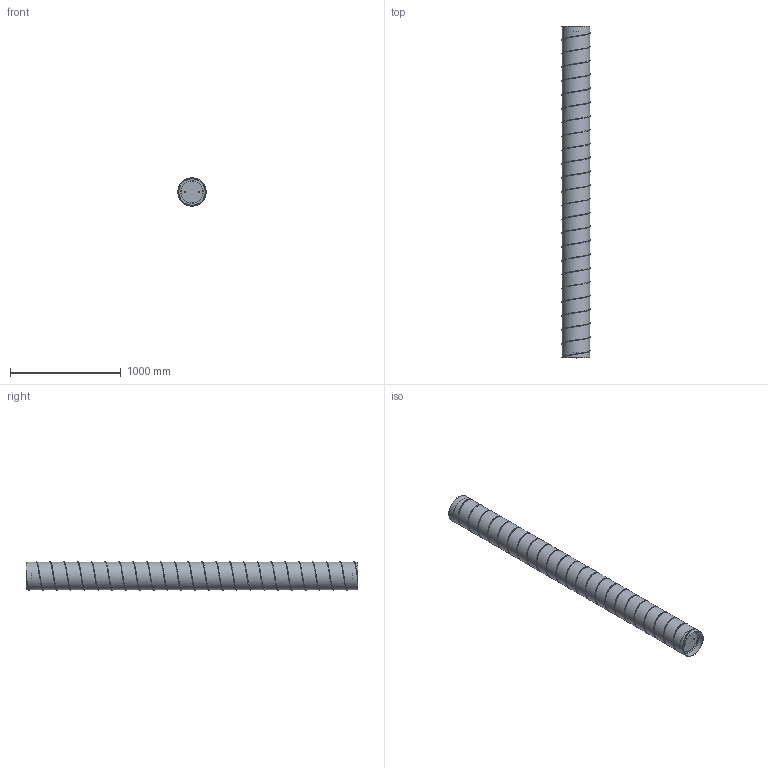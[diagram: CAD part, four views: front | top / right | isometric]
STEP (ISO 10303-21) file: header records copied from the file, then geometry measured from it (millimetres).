
FILE_DESCRIPTION((''),'2;1');
FILE_NAME('HR-Lockad-07-3000.stp','2014-03-25T09:52:14',(''),(''),'Autodesk Inventor 2013','Autodesk Inventor 2013','');
FILE_SCHEMA(('AUTOMOTIVE_DESIGN { 1 2 10303 214 0 1 1 1 }'));
Length unit declared in the file: millimetre
Products named in the file (3): HR-Lockad-07-3000; HRLockadÄmne-07-3000; LockHR-250
Assembly tree (3 placements, depth 2):
  HR-Lockad-07-3000
    HRLockadÄmne-07-3000
    LockHR-250  x2
Bounding box: 254.41 x 3003 x 254.42 mm (x, y, z)
Volume: 1493015.7 mm3; surface area: 5148259 mm2
Topology: 3 solids, 3 shells, 41 faces, 81 edges, 54 vertices
Faces by surface type: plane 14, cylinder 13, cone 8, bspline 6
Full cylindrical faces by diameter (mm): 8 x4, 247 x2, 249 x2, 253 x2
Entity records: 21864 total; most frequent: CARTESIAN_POINT 21250, DIRECTION 96, ORIENTED_EDGE 86, AXIS2_PLACEMENT_3D 48, EDGE_CURVE 43, EDGE_LOOP 43, VERTEX_POINT 34, STYLED_ITEM 28
